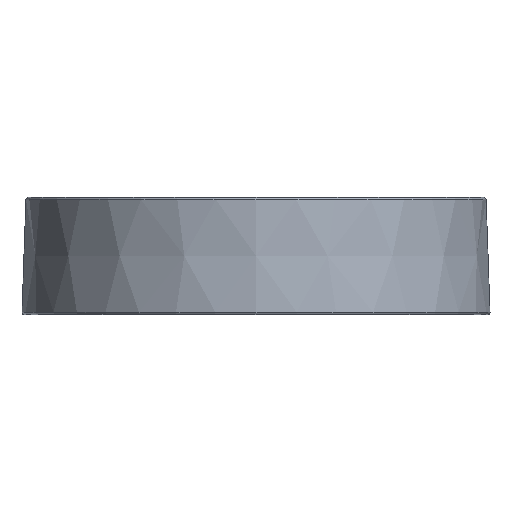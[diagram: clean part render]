
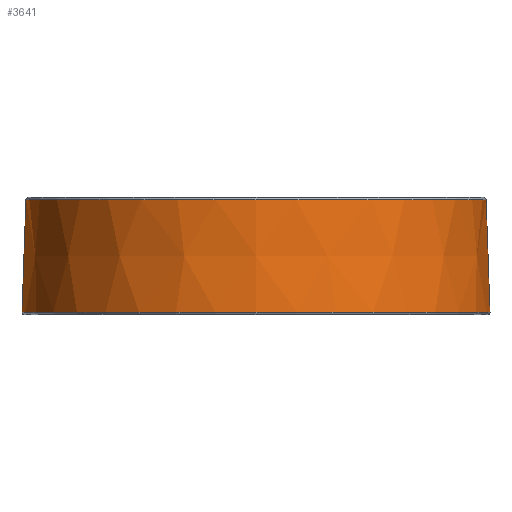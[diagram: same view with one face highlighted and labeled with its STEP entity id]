
A CAD part, front view. The second image highlights one B-rep face of the part: STEP entity #3641.
In plain terms, the highlighted conical face has half-angle 2 degrees and reference radius 25.4 mm.
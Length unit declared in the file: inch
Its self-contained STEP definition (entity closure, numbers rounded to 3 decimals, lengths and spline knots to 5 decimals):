
#13 = CARTESIAN_POINT ( 'NONE',  ( 1., 0., 0. ) ) ;
#278 = CIRCLE ( 'NONE', #4845, 0.98288 ) ;
#1002 = VERTEX_POINT ( 'NONE', #2318 ) ;
#1537 = CIRCLE ( 'NONE', #3387, 0.99964 ) ;
#1696 = DIRECTION ( 'NONE',  ( -0.035, 0., -0.999 ) ) ;
#2254 = EDGE_CURVE ( 'NONE', #5072, #1002, #4120, .T. ) ;
#2318 = CARTESIAN_POINT ( 'NONE',  ( 0.99964, 0., 0.01035 ) ) ;
#3025 = CARTESIAN_POINT ( 'NONE',  ( -1., 0., 0. ) ) ;
#3387 = AXIS2_PLACEMENT_3D ( 'NONE', #6213, #6801, #8223 ) ;
#3641 = ADVANCED_FACE ( 'NONE', ( #7788 ), #6140, .T. ) ;
#4120 = LINE ( 'NONE', #13, #8532 ) ;
#4845 = AXIS2_PLACEMENT_3D ( 'NONE', #6928, #7612, #7674 ) ;
#5072 = VERTEX_POINT ( 'NONE', #8163 ) ;
#5186 = EDGE_LOOP ( 'NONE', ( #6514, #5953, #5528, #8458 ) ) ;
#5221 = EDGE_CURVE ( 'NONE', #5072, #5633, #278, .T. ) ;
#5528 = ORIENTED_EDGE ( 'NONE', *, *, #7494, .T. ) ;
#5633 = VERTEX_POINT ( 'NONE', #8543 ) ;
#5877 = EDGE_CURVE ( 'NONE', #5633, #6769, #8094, .T. ) ;
#5953 = ORIENTED_EDGE ( 'NONE', *, *, #5877, .T. ) ;
#6140 = CONICAL_SURFACE ( 'NONE', #8495, 1., 0.035 ) ;
#6209 = DIRECTION ( 'NONE',  ( 0.035, 0., -0.999 ) ) ;
#6213 = CARTESIAN_POINT ( 'NONE',  ( 0., 0., 0.01035 ) ) ;
#6514 = ORIENTED_EDGE ( 'NONE', *, *, #5221, .T. ) ;
#6544 = CARTESIAN_POINT ( 'NONE',  ( 0., 0., 0. ) ) ;
#6769 = VERTEX_POINT ( 'NONE', #8582 ) ;
#6801 = DIRECTION ( 'NONE',  ( 0., 0., 1. ) ) ;
#6928 = CARTESIAN_POINT ( 'NONE',  ( 0., 0., 0.49035 ) ) ;
#7233 = DIRECTION ( 'NONE',  ( 0., 0., -1. ) ) ;
#7355 = VECTOR ( 'NONE', #1696, 39.37008 ) ;
#7494 = EDGE_CURVE ( 'NONE', #6769, #1002, #1537, .T. ) ;
#7612 = DIRECTION ( 'NONE',  ( 0., 0., -1. ) ) ;
#7674 = DIRECTION ( 'NONE',  ( -1., 0., 0. ) ) ;
#7784 = DIRECTION ( 'NONE',  ( 1., 0., 0. ) ) ;
#7788 = FACE_OUTER_BOUND ( 'NONE', #5186, .T. ) ;
#8094 = LINE ( 'NONE', #3025, #7355 ) ;
#8163 = CARTESIAN_POINT ( 'NONE',  ( 0.98288, 0., 0.49035 ) ) ;
#8223 = DIRECTION ( 'NONE',  ( 1., 0., 0. ) ) ;
#8458 = ORIENTED_EDGE ( 'NONE', *, *, #2254, .F. ) ;
#8495 = AXIS2_PLACEMENT_3D ( 'NONE', #6544, #7233, #7784 ) ;
#8532 = VECTOR ( 'NONE', #6209, 39.37008 ) ;
#8543 = CARTESIAN_POINT ( 'NONE',  ( -0.98288, 0., 0.49035 ) ) ;
#8582 = CARTESIAN_POINT ( 'NONE',  ( -0.99964, 0., 0.01035 ) ) ;
